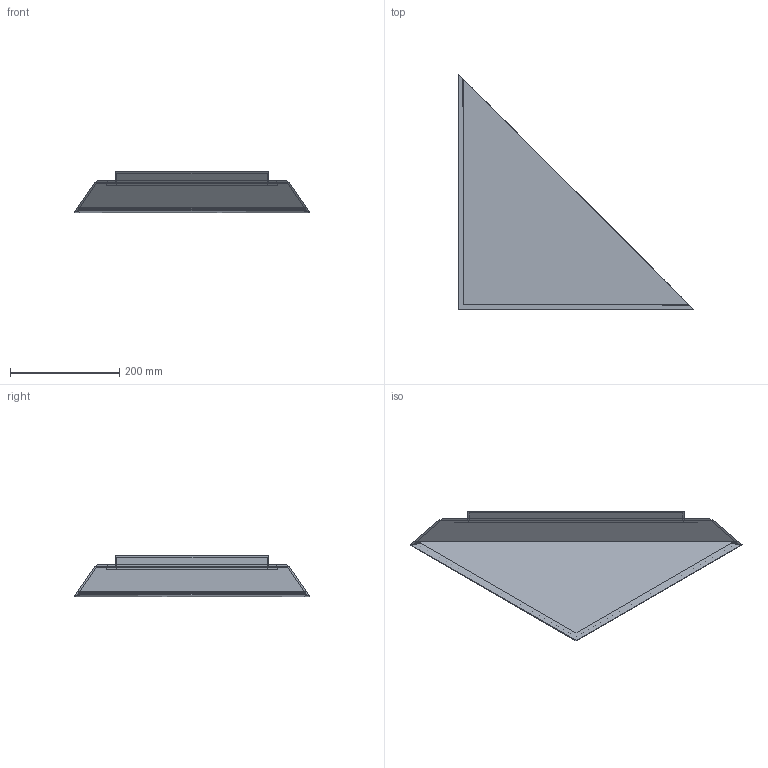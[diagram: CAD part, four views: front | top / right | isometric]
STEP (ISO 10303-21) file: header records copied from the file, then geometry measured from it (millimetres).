
FILE_DESCRIPTION(/* description */ (''),/* implementation_level */ '2;1');
FILE_NAME(/* name */ '3D 024100_Febe',/* time_stamp */ '2017-05-29T11:06:32+02:00',/* author */ (''),/* organization */ (''),/* preprocessor_version */ 'ST-DEVELOPER v10',/* originating_system */ '',/* authorisation */ '');
FILE_SCHEMA (('AUTOMOTIVE_DESIGN_CC2'));
Length unit declared in the file: millimetre
Products named in the file (1): 1
Bounding box: 430.75 x 430.75 x 76.7 mm (x, y, z)
Surface area: 1309093.6 mm2 (no closed solid volume)
Topology: 0 solids, 34 shells, 68 faces, 284 edges, 200 vertices
Faces by surface type: bspline 68
Entity records: 3700 total; most frequent: CARTESIAN_POINT 2015, ORIENTED_EDGE 264, EDGE_CURVE 196, VERTEX_POINT 132, COLOUR_RGB 102, PRESENTATION_STYLE_ASSIGNMENT 102, STYLED_ITEM 102, B_SPLINE_CURVE_WITH_KNOTS 84
